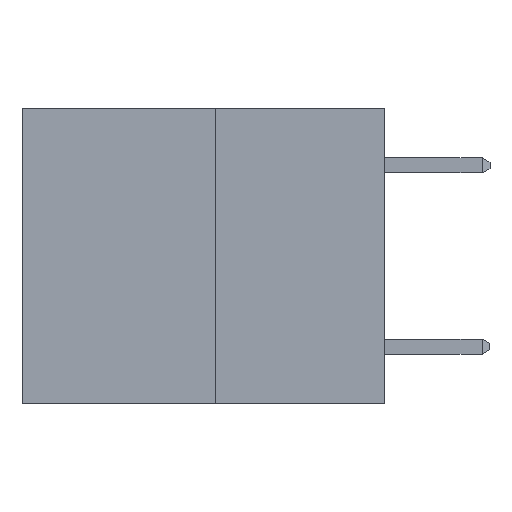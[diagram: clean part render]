
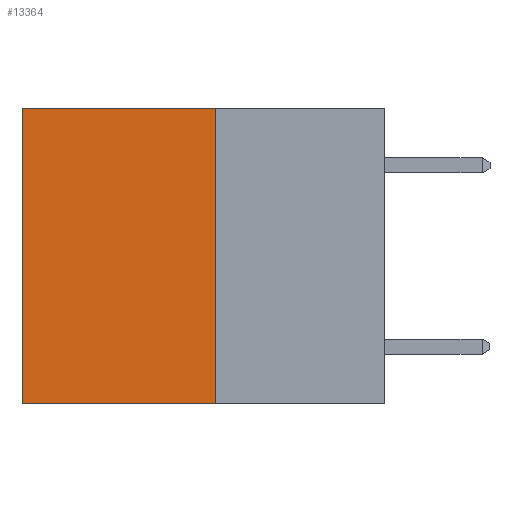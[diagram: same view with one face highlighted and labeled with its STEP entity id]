
A CAD part, left-side view. The second image highlights one B-rep face of the part: STEP entity #13364.
In plain terms, the highlighted planar face has unit normal (-1, 0, 0).
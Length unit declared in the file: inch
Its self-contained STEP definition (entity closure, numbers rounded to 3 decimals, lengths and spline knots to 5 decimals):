
#336 = ORIENTED_EDGE ( 'NONE', *, *, #7022, .T. ) ;
#417 = LINE ( 'NONE', #8032, #6179 ) ;
#2011 = CARTESIAN_POINT ( 'NONE',  ( 0.3165, 0.28, -0.49 ) ) ;
#2312 = VERTEX_POINT ( 'NONE', #9874 ) ;
#3363 = VECTOR ( 'NONE', #5212, 39.37008 ) ;
#3469 = EDGE_LOOP ( 'NONE', ( #7437, #11023, #6221, #336 ) ) ;
#3510 = EDGE_CURVE ( 'NONE', #4612, #12043, #417, .T. ) ;
#3619 = EDGE_CURVE ( 'NONE', #2312, #12043, #11365, .T. ) ;
#3621 = VERTEX_POINT ( 'NONE', #4168 ) ;
#4168 = CARTESIAN_POINT ( 'NONE',  ( 0.3165, 0.28, 0. ) ) ;
#4355 = AXIS2_PLACEMENT_3D ( 'NONE', #9942, #8865, #12081 ) ;
#4612 = VERTEX_POINT ( 'NONE', #13390 ) ;
#5208 = DIRECTION ( 'NONE',  ( 0., 1., 0. ) ) ;
#5212 = DIRECTION ( 'NONE',  ( 0., 0., -1. ) ) ;
#5591 = LINE ( 'NONE', #9461, #8767 ) ;
#5679 = EDGE_CURVE ( 'NONE', #3621, #4612, #12975, .T. ) ;
#6179 = VECTOR ( 'NONE', #13351, 39.37008 ) ;
#6221 = ORIENTED_EDGE ( 'NONE', *, *, #5679, .F. ) ;
#6345 = CARTESIAN_POINT ( 'NONE',  ( 0.3165, 0.6, -0.49 ) ) ;
#6712 = PLANE ( 'NONE',  #4355 ) ;
#7022 = EDGE_CURVE ( 'NONE', #3621, #2312, #5591, .T. ) ;
#7437 = ORIENTED_EDGE ( 'NONE', *, *, #3619, .T. ) ;
#8032 = CARTESIAN_POINT ( 'NONE',  ( 0.3165, 0.28, -0.49 ) ) ;
#8767 = VECTOR ( 'NONE', #5208, 39.37008 ) ;
#8865 = DIRECTION ( 'NONE',  ( 1., 0., 0. ) ) ;
#9396 = DIRECTION ( 'NONE',  ( 0., 0., -1. ) ) ;
#9461 = CARTESIAN_POINT ( 'NONE',  ( 0.3165, 0.28, 0. ) ) ;
#9874 = CARTESIAN_POINT ( 'NONE',  ( 0.3165, 0.6, 0. ) ) ;
#9942 = CARTESIAN_POINT ( 'NONE',  ( 0.3165, 0.28, -0.49 ) ) ;
#9999 = VECTOR ( 'NONE', #9396, 39.37008 ) ;
#10676 = CARTESIAN_POINT ( 'NONE',  ( 0.3165, 0.6, -0.49 ) ) ;
#11023 = ORIENTED_EDGE ( 'NONE', *, *, #3510, .F. ) ;
#11365 = LINE ( 'NONE', #6345, #3363 ) ;
#11614 = FACE_OUTER_BOUND ( 'NONE', #3469, .T. ) ;
#12043 = VERTEX_POINT ( 'NONE', #10676 ) ;
#12081 = DIRECTION ( 'NONE',  ( 0., 0., -1. ) ) ;
#12975 = LINE ( 'NONE', #2011, #9999 ) ;
#13351 = DIRECTION ( 'NONE',  ( 0., 1., 0. ) ) ;
#13364 = ADVANCED_FACE ( 'NONE', ( #11614 ), #6712, .F. ) ;
#13390 = CARTESIAN_POINT ( 'NONE',  ( 0.3165, 0.28, -0.49 ) ) ;
